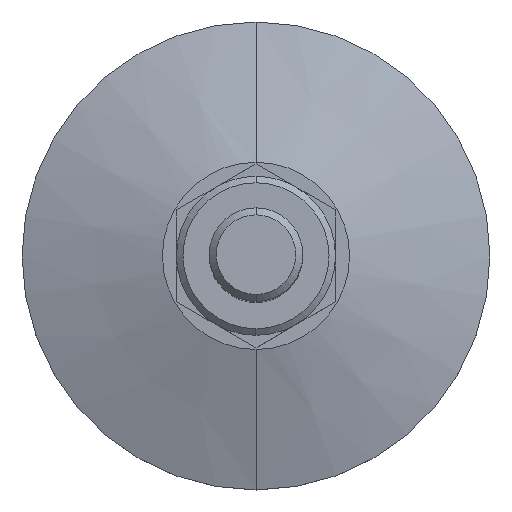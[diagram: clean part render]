
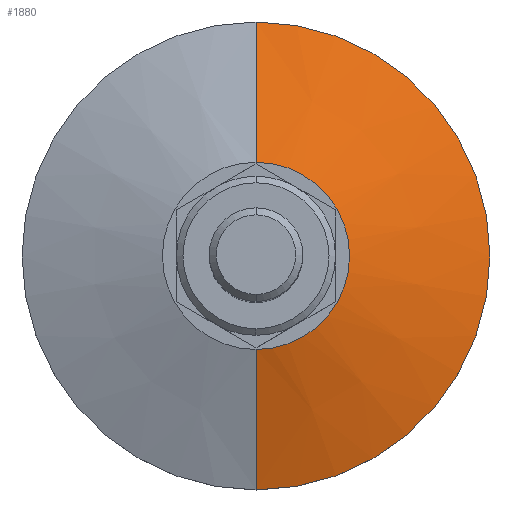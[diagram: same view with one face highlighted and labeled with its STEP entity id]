
A CAD part, top view. The second image highlights one B-rep face of the part: STEP entity #1880.
In plain terms, the highlighted conical face has half-angle 71.565 degrees and reference radius 10 mm.
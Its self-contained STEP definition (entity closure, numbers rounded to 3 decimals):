
#460=CARTESIAN_POINT('',(25.,0.,-10.3));
#470=VERTEX_POINT('',#460);
#500=CARTESIAN_POINT('',(0.,0.,-10.3));
#510=DIRECTION('',(0.,0.,-1.));
#520=DIRECTION('',(0.,1.,0.));
#530=AXIS2_PLACEMENT_3D('',#500,#510,#520);
#540=CIRCLE('',#530,25.);
#550=CARTESIAN_POINT('',(0.,25.,-10.3));
#560=VERTEX_POINT('',#550);
#570=EDGE_CURVE('',#560,#470,#540,.T.);
#1420=CARTESIAN_POINT('',(0.,0.,-5.3));
#1430=DIRECTION('',(0.,0.,-1.));
#1440=DIRECTION('',(0.,1.,0.));
#1450=AXIS2_PLACEMENT_3D('',#1420,#1430,#1440);
#1460=CIRCLE('',#1450,10.);
#1470=CARTESIAN_POINT('',(10.,0.,-5.3));
#1480=VERTEX_POINT('',#1470);
#1490=CARTESIAN_POINT('',(0.,-10.,-5.3));
#1500=VERTEX_POINT('',#1490);
#1510=EDGE_CURVE('',#1480,#1500,#1460,.T.);
#1530=CARTESIAN_POINT('',(0.,10.,-5.3));
#1540=VERTEX_POINT('',#1530);
#1570=EDGE_CURVE('',#1540,#1480,#1460,.T.);
#1620=CARTESIAN_POINT('',(0.,0.,-5.3));
#1630=DIRECTION('',(0.,0.,-1.));
#1640=DIRECTION('',(0.,1.,0.));
#1650=AXIS2_PLACEMENT_3D('',#1620,#1630,#1640);
#1660=CONICAL_SURFACE('',#1650,10.,1.249);
#1670=CARTESIAN_POINT('',(0.,10.,-5.3));
#1680=DIRECTION('',(0.,0.949,-0.316));
#1690=VECTOR('',#1680,10.541);
#1700=LINE('',#1670,#1690);
#1710=EDGE_CURVE('',#1540,#560,#1700,.T.);
#1720=ORIENTED_EDGE('',*,*,#1710,.F.);
#1730=ORIENTED_EDGE('',*,*,#570,.F.);
#1740=CARTESIAN_POINT('',(0.,-25.,-10.3));
#1750=VERTEX_POINT('',#1740);
#1760=EDGE_CURVE('',#470,#1750,#540,.T.);
#1770=ORIENTED_EDGE('',*,*,#1760,.F.);
#1780=CARTESIAN_POINT('',(0.,-10.,-5.3));
#1790=DIRECTION('',(0.,-0.949,
-0.316));
#1800=VECTOR('',#1790,10.541);
#1810=LINE('',#1780,#1800);
#1820=EDGE_CURVE('',#1500,#1750,#1810,.T.);
#1830=ORIENTED_EDGE('',*,*,#1820,.T.);
#1840=ORIENTED_EDGE('',*,*,#1510,.T.);
#1850=ORIENTED_EDGE('',*,*,#1570,.T.);
#1860=EDGE_LOOP('',(#1850,#1840,#1830,#1770,#1730,#1720));
#1870=FACE_OUTER_BOUND('',#1860,.T.);
#1880=ADVANCED_FACE('',(#1870),#1660,.T.);
